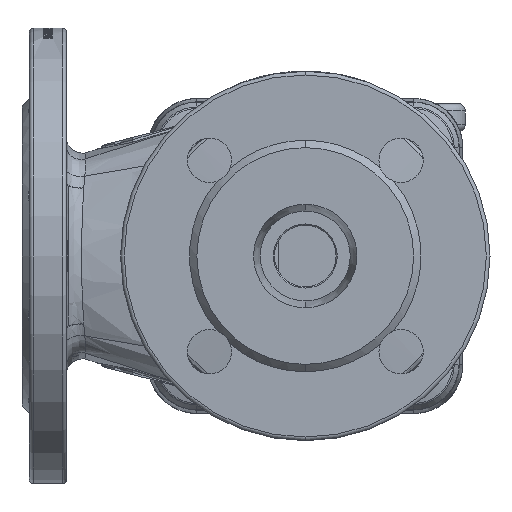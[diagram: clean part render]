
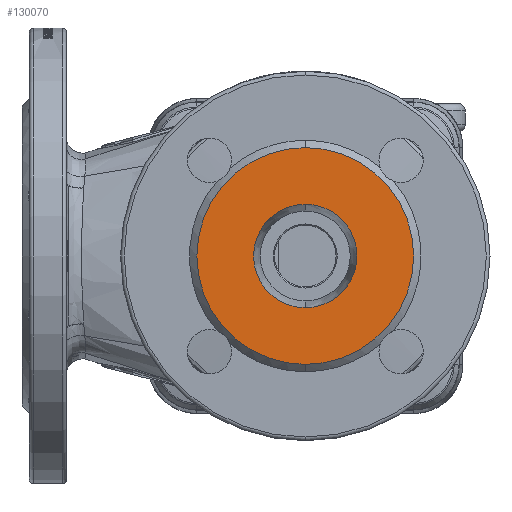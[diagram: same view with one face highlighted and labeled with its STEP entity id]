
A CAD part, front view. The second image highlights one B-rep face of the part: STEP entity #130070.
In plain terms, the highlighted planar face has unit normal (0, -1, 0).
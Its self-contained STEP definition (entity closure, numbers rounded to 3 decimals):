
#1319 = VERTEX_POINT ( 'NONE', #65065 ) ;
#1605 = CARTESIAN_POINT ( 'NONE',  ( 0., -140., -44. ) ) ;
#1706 = AXIS2_PLACEMENT_3D ( 'NONE', #65936, #37626, #175767 ) ;
#6379 = ORIENTED_EDGE ( 'NONE', *, *, #164889, .F. ) ;
#8403 = DIRECTION ( 'NONE',  ( 0., 1., 0. ) ) ;
#11469 = AXIS2_PLACEMENT_3D ( 'NONE', #105081, #8403, #63311 ) ;
#12273 = ORIENTED_EDGE ( 'NONE', *, *, #109560, .F. ) ;
#16562 = AXIS2_PLACEMENT_3D ( 'NONE', #111923, #144736, #63785 ) ;
#20746 = FACE_OUTER_BOUND ( 'NONE', #140022, .T. ) ;
#22106 = DIRECTION ( 'NONE',  ( 0., 0., -1. ) ) ;
#28386 = CIRCLE ( 'NONE', #16562, 44. ) ;
#36238 = EDGE_CURVE ( 'NONE', #112875, #1319, #123547, .T. ) ;
#37626 = DIRECTION ( 'NONE',  ( 0., -1., 0. ) ) ;
#38349 = DIRECTION ( 'NONE',  ( 0., -1., 0. ) ) ;
#44477 = CARTESIAN_POINT ( 'NONE',  ( 0., -140., 44. ) ) ;
#57462 = FACE_BOUND ( 'NONE', #136252, .T. ) ;
#58016 = CARTESIAN_POINT ( 'NONE',  ( 0., -140., 0. ) ) ;
#63311 = DIRECTION ( 'NONE',  ( 0., 0., 1. ) ) ;
#63785 = DIRECTION ( 'NONE',  ( 0., 0., 1. ) ) ;
#65065 = CARTESIAN_POINT ( 'NONE',  ( 0., -140., -21. ) ) ;
#65936 = CARTESIAN_POINT ( 'NONE',  ( 0., -140., 0. ) ) ;
#68344 = CARTESIAN_POINT ( 'NONE',  ( 0., -140., 21. ) ) ;
#70779 = AXIS2_PLACEMENT_3D ( 'NONE', #58016, #84030, #154518 ) ;
#72128 = AXIS2_PLACEMENT_3D ( 'NONE', #107247, #38349, #22106 ) ;
#84030 = DIRECTION ( 'NONE',  ( 0., -1., 0. ) ) ;
#90306 = VERTEX_POINT ( 'NONE', #1605 ) ;
#99742 = PLANE ( 'NONE',  #70779 ) ;
#105081 = CARTESIAN_POINT ( 'NONE',  ( 0., -140., 0. ) ) ;
#107247 = CARTESIAN_POINT ( 'NONE',  ( 0., -140., 0. ) ) ;
#109560 = EDGE_CURVE ( 'NONE', #90306, #155361, #126703, .T. ) ;
#111923 = CARTESIAN_POINT ( 'NONE',  ( 0., -140., 0. ) ) ;
#112875 = VERTEX_POINT ( 'NONE', #68344 ) ;
#113644 = CIRCLE ( 'NONE', #1706, 21. ) ;
#117723 = EDGE_CURVE ( 'NONE', #1319, #112875, #113644, .T. ) ;
#123547 = CIRCLE ( 'NONE', #72128, 21. ) ;
#123626 = ORIENTED_EDGE ( 'NONE', *, *, #117723, .F. ) ;
#126703 = CIRCLE ( 'NONE', #11469, 44. ) ;
#130070 = ADVANCED_FACE ( 'NONE', ( #57462, #20746 ), #99742, .T. ) ;
#136252 = EDGE_LOOP ( 'NONE', ( #149401, #123626 ) ) ;
#140022 = EDGE_LOOP ( 'NONE', ( #6379, #12273 ) ) ;
#144736 = DIRECTION ( 'NONE',  ( 0., 1., 0. ) ) ;
#149401 = ORIENTED_EDGE ( 'NONE', *, *, #36238, .F. ) ;
#154518 = DIRECTION ( 'NONE',  ( 0., 0., -1. ) ) ;
#155361 = VERTEX_POINT ( 'NONE', #44477 ) ;
#164889 = EDGE_CURVE ( 'NONE', #155361, #90306, #28386, .T. ) ;
#175767 = DIRECTION ( 'NONE',  ( 0., 0., -1. ) ) ;
